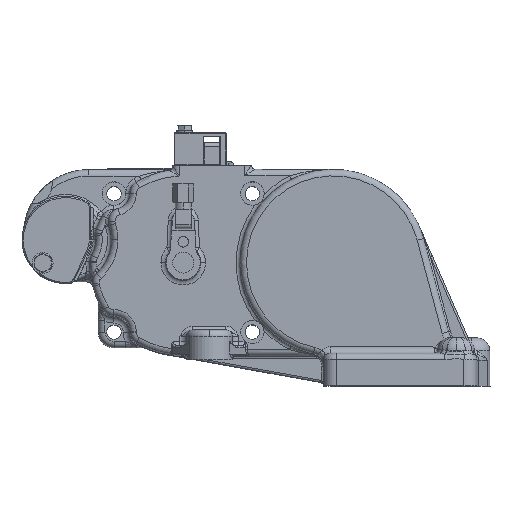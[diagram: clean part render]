
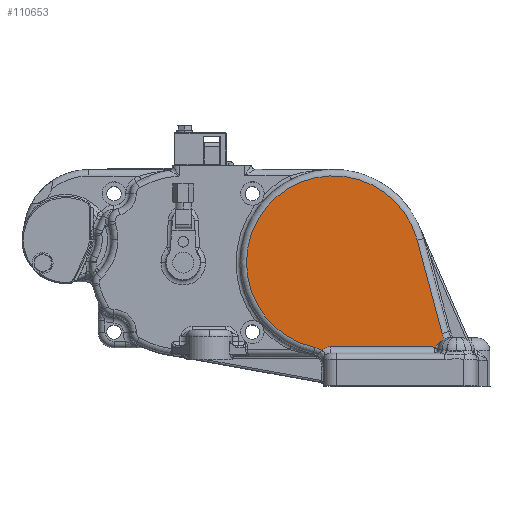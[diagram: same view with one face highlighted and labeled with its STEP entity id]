
A CAD part, top view. The second image highlights one B-rep face of the part: STEP entity #110653.
In plain terms, the highlighted planar face has unit normal (0, 0, 1).
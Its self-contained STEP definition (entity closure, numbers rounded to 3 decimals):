
#24802 = EDGE_LOOP ( 'NONE', ( #57477, #57475, #57474, #57476, #57473, #57484, #57559 ) ) ;
#32485 = CARTESIAN_POINT ( 'NONE',  ( -2.5, -64.5, 85.5 ) ) ;
#32500 = CARTESIAN_POINT ( 'NONE',  ( -9.218, -67.093, 85.5 ) ) ;
#32520 = CARTESIAN_POINT ( 'NONE',  ( 76.267, -64.5, 85.5 ) ) ;
#32546 = CARTESIAN_POINT ( 'NONE',  ( 83.347, -54.118, 85.5 ) ) ;
#32547 = CARTESIAN_POINT ( 'NONE',  ( 84.993, -58.54, 85.5 ) ) ;
#32562 = CARTESIAN_POINT ( 'NONE',  ( -14.279, -64.949, 85.5 ) ) ;
#32612 = CARTESIAN_POINT ( 'NONE',  ( 64.234, 17.211, 85.5 ) ) ;
#39049 = CARTESIAN_POINT ( 'NONE',  ( 107.495, -47.647, 85.5 ) ) ;
#39061 = CARTESIAN_POINT ( 'NONE',  ( 0., 0., 85.5 ) ) ;
#39062 = DIRECTION ( 'NONE',  ( 0., 0., -1. ) ) ;
#39063 = DIRECTION ( 'NONE',  ( 1., 0., 0. ) ) ;
#39065 = CARTESIAN_POINT ( 'NONE',  ( -17.5, -79.599, 85.5 ) ) ;
#39072 = DIRECTION ( 'NONE',  ( 0., 0., 1. ) ) ;
#39073 = DIRECTION ( 'NONE',  ( 1., 0., 0. ) ) ;
#39074 = CARTESIAN_POINT ( 'NONE',  ( 76.267, -64.5, 85.5 ) ) ;
#39075 = DIRECTION ( 'NONE',  ( 0., 0., -1. ) ) ;
#39076 = DIRECTION ( 'NONE',  ( 1., 0., 0. ) ) ;
#39077 = CARTESIAN_POINT ( 'NONE',  ( -2.5, -74.5, 85.5 ) ) ;
#39078 = CARTESIAN_POINT ( 'NONE',  ( 76.352, -64.584, 85.5 ) ) ;
#39079 = CARTESIAN_POINT ( 'NONE',  ( 76.44, -64.665, 85.5 ) ) ;
#39080 = CARTESIAN_POINT ( 'NONE',  ( 76.626, -64.815, 85.5 ) ) ;
#39081 = CARTESIAN_POINT ( 'NONE',  ( 76.724, -64.884, 85.5 ) ) ;
#39082 = CARTESIAN_POINT ( 'NONE',  ( 76.934, -64.995, 85.5 ) ) ;
#39083 = CARTESIAN_POINT ( 'NONE',  ( 77.049, -65.037, 85.5 ) ) ;
#39084 = CARTESIAN_POINT ( 'NONE',  ( 77.286, -65.065, 85.5 ) ) ;
#39085 = CARTESIAN_POINT ( 'NONE',  ( 77.408, -65.05, 85.5 ) ) ;
#39086 = CARTESIAN_POINT ( 'NONE',  ( 77.636, -64.974, 85.5 ) ) ;
#39087 = CARTESIAN_POINT ( 'NONE',  ( 77.742, -64.916, 85.5 ) ) ;
#39088 = CARTESIAN_POINT ( 'NONE',  ( 77.939, -64.781, 85.5 ) ) ;
#39089 = CARTESIAN_POINT ( 'NONE',  ( 78.032, -64.704, 85.5 ) ) ;
#39090 = CARTESIAN_POINT ( 'NONE',  ( 78.296, -64.464, 85.5 ) ) ;
#39091 = CARTESIAN_POINT ( 'NONE',  ( 78.458, -64.29, 85.5 ) ) ;
#39092 = CARTESIAN_POINT ( 'NONE',  ( 78.929, -63.757, 85.5 ) ) ;
#39093 = CARTESIAN_POINT ( 'NONE',  ( 79.228, -63.386, 85.5 ) ) ;
#39094 = CARTESIAN_POINT ( 'NONE',  ( 79.838, -62.658, 85.5 ) ) ;
#39095 = CARTESIAN_POINT ( 'NONE',  ( 80.147, -62.298, 85.5 ) ) ;
#39096 = CARTESIAN_POINT ( 'NONE',  ( 81.108, -61.255, 85.5 ) ) ;
#39097 = CARTESIAN_POINT ( 'NONE',  ( 81.793, -60.605, 85.5 ) ) ;
#39098 = CARTESIAN_POINT ( 'NONE',  ( 82.922, -59.738, 85.5 ) ) ;
#39099 = CARTESIAN_POINT ( 'NONE',  ( 83.317, -59.465, 85.5 ) ) ;
#39100 = CARTESIAN_POINT ( 'NONE',  ( 84.135, -58.966, 85.5 ) ) ;
#39101 = CARTESIAN_POINT ( 'NONE',  ( 84.557, -58.74, 85.5 ) ) ;
#39102 = CARTESIAN_POINT ( 'NONE',  ( 84.993, -58.54, 85.5 ) ) ;
#39103 = CARTESIAN_POINT ( 'NONE',  ( 81.351, -64.5, 85.5 ) ) ;
#39104 = DIRECTION ( 'NONE',  ( 1., 0., 0. ) ) ;
#39105 = CARTESIAN_POINT ( 'NONE',  ( 64.234, 17.211, 85.5 ) ) ;
#39106 = DIRECTION ( 'NONE',  ( -0.259, 0.966, 0. ) ) ;
#39107 = DIRECTION ( 'NONE',  ( 0., 0., -1. ) ) ;
#39108 = DIRECTION ( 'NONE',  ( 1., 0., 0. ) ) ;
#43075 = CIRCLE ( 'NONE', #48823, 25. ) ;
#43076 = LINE ( 'NONE', #39103, #43083 ) ;
#43082 = CIRCLE ( 'NONE', #48828, 66.5 ) ;
#43083 = VECTOR ( 'NONE', #39104, 1000. ) ;
#43084 = CIRCLE ( 'NONE', #48833, 15. ) ;
#43085 = LINE ( 'NONE', #39105, #43086 ) ;
#43086 = VECTOR ( 'NONE', #39106, 1000. ) ;
#43088 = CIRCLE ( 'NONE', #48790, 10. ) ;
#44497 = EDGE_CURVE ( 'NONE', #100364, #100340, #43075, .T. ) ;
#44501 = EDGE_CURVE ( 'NONE', #100627, #100438, #43082, .T. ) ;
#44502 = EDGE_CURVE ( 'NONE', #100438, #100270, #43084, .T. ) ;
#44503 = EDGE_CURVE ( 'NONE', #100244, #100364, #56374, .T. ) ;
#44504 = EDGE_CURVE ( 'NONE', #100130, #100244, #43076, .T. ) ;
#44505 = EDGE_CURVE ( 'NONE', #100340, #100627, #43085, .T. ) ;
#44506 = EDGE_CURVE ( 'NONE', #100270, #100130, #43088, .T. ) ;
#48790 = AXIS2_PLACEMENT_3D ( 'NONE', #39077, #39107, #39108 ) ;
#48823 = AXIS2_PLACEMENT_3D ( 'NONE', #39049, #39062, #39063 ) ;
#48828 = AXIS2_PLACEMENT_3D ( 'NONE', #39061, #39072, #39073 ) ;
#48833 = AXIS2_PLACEMENT_3D ( 'NONE', #39065, #39075, #39076 ) ;
#56374 = B_SPLINE_CURVE_WITH_KNOTS ( 'NONE', 3,
 ( #39074, #39078, #39079, #39080, #39081, #39082, #39083, #39084, #39085, #39086, #39087, #39088, #39089, #39090, #39091, #39092, #39093, #39094, #39095, #39096, #39097, #39098, #39099, #39100, #39101, #39102 ),
 .UNSPECIFIED., .F., .F.,
 ( 4, 2, 2, 2, 2, 2, 2, 2, 2, 2, 2, 2, 4 ),
 ( 0., 0., 0.001, 0.001, 0.001, 0.002, 0.002, 0.003, 0.004, 0.006, 0.009, 0.01, 0.011 ),
 .UNSPECIFIED. ) ;
#57473 = ORIENTED_EDGE ( 'NONE', *, *, #44501, .T. ) ;
#57474 = ORIENTED_EDGE ( 'NONE', *, *, #44497, .T. ) ;
#57475 = ORIENTED_EDGE ( 'NONE', *, *, #44503, .T. ) ;
#57476 = ORIENTED_EDGE ( 'NONE', *, *, #44505, .T. ) ;
#57477 = ORIENTED_EDGE ( 'NONE', *, *, #44504, .T. ) ;
#57484 = ORIENTED_EDGE ( 'NONE', *, *, #44502, .T. ) ;
#57559 = ORIENTED_EDGE ( 'NONE', *, *, #44506, .T. ) ;
#77714 = CARTESIAN_POINT ( 'NONE',  ( 0., 0., 85.5 ) ) ;
#77749 = PLANE ( 'NONE',  #92527 ) ;
#77773 = DIRECTION ( 'NONE',  ( 0., 0., 1. ) ) ;
#77775 = DIRECTION ( 'NONE',  ( 1., 0., 0. ) ) ;
#82882 = FACE_OUTER_BOUND ( 'NONE', #24802, .T. ) ;
#92527 = AXIS2_PLACEMENT_3D ( 'NONE', #77714, #77773, #77775 ) ;
#100130 = VERTEX_POINT ( 'NONE', #32485 ) ;
#100244 = VERTEX_POINT ( 'NONE', #32520 ) ;
#100270 = VERTEX_POINT ( 'NONE', #32500 ) ;
#100340 = VERTEX_POINT ( 'NONE', #32546 ) ;
#100364 = VERTEX_POINT ( 'NONE', #32547 ) ;
#100438 = VERTEX_POINT ( 'NONE', #32562 ) ;
#100627 = VERTEX_POINT ( 'NONE', #32612 ) ;
#110653 = ADVANCED_FACE ( 'NONE', ( #82882 ), #77749, .T. ) ;
